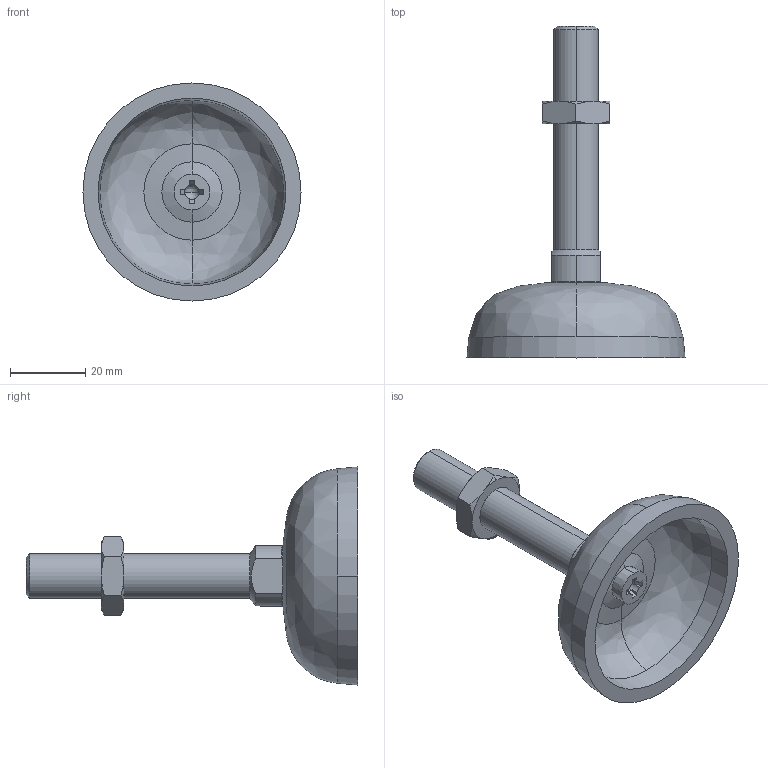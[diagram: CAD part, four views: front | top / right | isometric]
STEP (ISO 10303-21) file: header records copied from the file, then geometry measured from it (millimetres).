
FILE_DESCRIPTION (( 'STEP AP203' ), '1' );
FILE_NAME ('A113912 Pivot eco feet steel 60 - M12 x 88.STEP', '2018-09-27T20:19:10', ( '' ), ( '' ), 'SwSTEP 2.0', 'SolidWorks 2015', '' );
FILE_SCHEMA (( 'CONFIG_CONTROL_DESIGN' ));
Length unit declared in the file: inch
Products named in the file (2): A113912 Pivot eco feet steel 60 - M12 x 88
Bounding box: 58 x 88.2 x 58 mm (x, y, z)
Volume: 26509.7 mm3; surface area: 13136.8 mm2
Topology: 3 solids, 3 shells, 84 faces, 203 edges, 121 vertices
Faces by surface type: cone 34, plane 25, bspline 14, cylinder 11
Entity records: 2842 total; most frequent: CARTESIAN_POINT 804, DIRECTION 401, ORIENTED_EDGE 398, EDGE_CURVE 199, AXIS2_PLACEMENT_3D 166, VERTEX_POINT 121, CIRCLE 94, EDGE_LOOP 88
